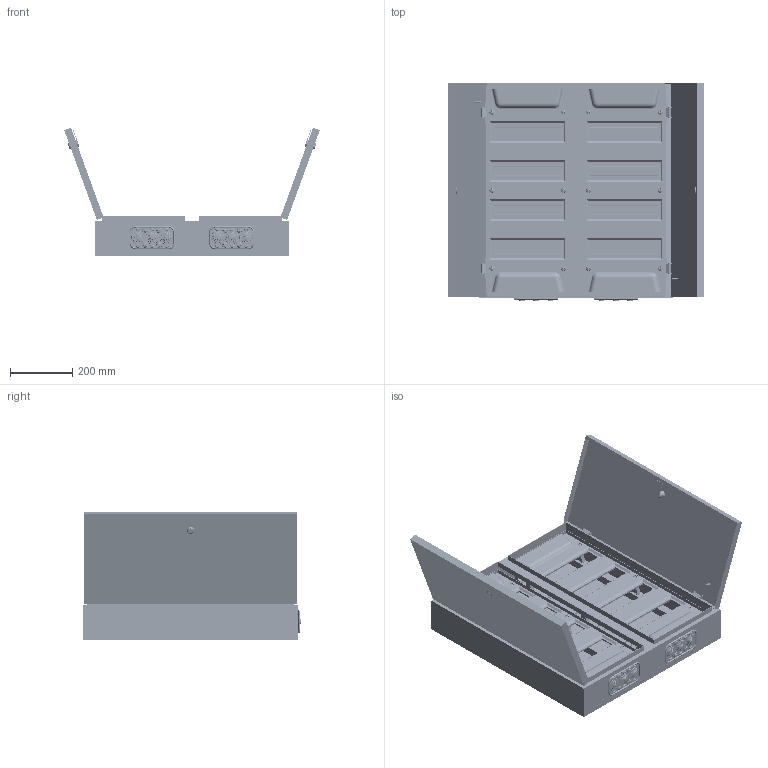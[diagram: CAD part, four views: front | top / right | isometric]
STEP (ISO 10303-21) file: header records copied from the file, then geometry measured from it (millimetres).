
FILE_DESCRIPTION (( 'STEP AP214' ), '1' );
FILE_NAME ('SHRN-2õ48_Universal.STEP', '2018-05-22T07:16:55', ( 'Ïîëüçîâàòåëü Windows' ), ( '' ), 'SwSTEP 2.0', 'SolidWorks 2014', '' );
FILE_SCHEMA (( 'AUTOMOTIVE_DESIGN' ));
Length unit declared in the file: millimetre
Products named in the file (13): Panel_48; Klipsa; Obolochka_SHRN_Universal_2å48; Kabel_vvod_├莪牀_0,8 ｬｬ; Stoika pan; Dver_Universal_48; Dver_Universal_2å48 «¥¢; Support; DIN-Reika_18 ｢箘ｬ箘｢; SC GOST 17473_gost_‚¨­â A.M5x10 ƒŽ‘’ 17473-80; Panel_ShRN-48; Stoika Shin_‘â®©ª  ¤«ï è¨­; SHRN-2õ48_Universal
Assembly tree (60 placements, depth 3):
  SHRN-2õ48_Universal
    Obolochka_SHRN_Universal_2å48
    Dver_Universal_48
    DIN-Reika_18 ｢箘ｬ箘｢  x8
    Panel_48  x2
      Panel_ShRN-48
      Klipsa
      Stoika pan
    Dver_Universal_2å48 «¥¢
    SC GOST 17473_gost_‚¨­â A.M5x10 ƒŽ‘’ 17473-80  x16
    Stoika Shin_‘â®©ª  ¤«ï è¨­  x8
    Support  x8
    Kabel_vvod_├莪牀_0,8 ｬｬ  x2
Bounding box: 818.42 x 699.75 x 412.05 mm (x, y, z)
Volume: 2623211.4 mm3; surface area: 4383950.3 mm2
Topology: 80 solids, 80 shells, 6643 faces, 16016 edges, 9768 vertices
Faces by surface type: plane 2991, cylinder 1764, torus 1112, bspline 452, cone 172, sphere 152
Entity records: 58810 total; most frequent: CARTESIAN_POINT 10985, DIRECTION 10664, ORIENTED_EDGE 9250, EDGE_CURVE 4625, AXIS2_PLACEMENT_3D 4178, VERTEX_POINT 2825, VECTOR 2308, LINE 2308
